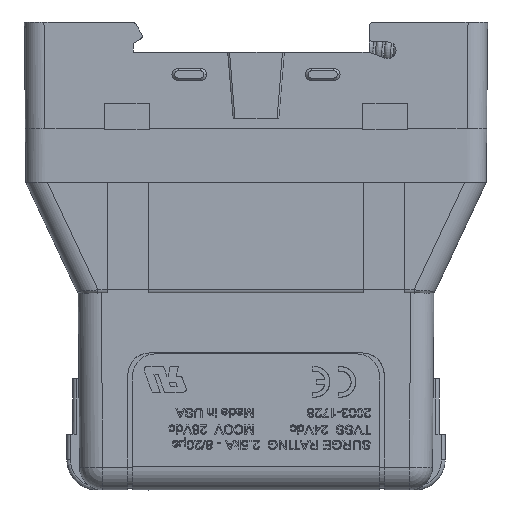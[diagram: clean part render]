
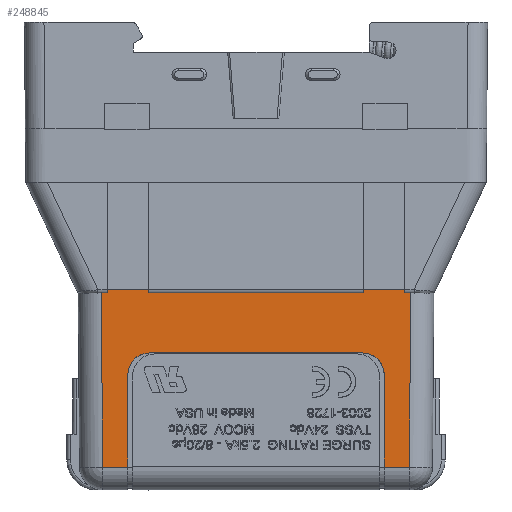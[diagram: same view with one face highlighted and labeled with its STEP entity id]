
A CAD part, front view. The second image highlights one B-rep face of the part: STEP entity #248845.
In plain terms, the highlighted planar face has unit normal (0, -1, -0.009).
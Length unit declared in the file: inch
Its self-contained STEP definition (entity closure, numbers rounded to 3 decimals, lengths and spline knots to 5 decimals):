
#215 = CARTESIAN_POINT ( 'NONE',  ( 0.72, -0.49647, -0.40471 ) ) ;
#6576 = CARTESIAN_POINT ( 'NONE',  ( 0.72, -0.49131, -0.99613 ) ) ;
#6951 = CARTESIAN_POINT ( 'NONE',  ( -0.72, -0.4969, -0.355 ) ) ;
#9363 = DIRECTION ( 'NONE',  ( 1., 0., 0. ) ) ;
#10324 = VERTEX_POINT ( 'NONE', #150974 ) ;
#14803 = EDGE_LOOP ( 'NONE', ( #108872, #203238, #192513, #224591, #248065, #217406, #231281, #182552, #60091, #230947 ) ) ;
#16033 = CARTESIAN_POINT ( 'NONE',  ( -0.6, -0.4969, -0.355 ) ) ;
#24703 = VERTEX_POINT ( 'NONE', #59511 ) ;
#25258 = AXIS2_PLACEMENT_3D ( 'NONE', #111189, #89767, #208183 ) ;
#27504 = DIRECTION ( 'NONE',  ( 1., 0., 0. ) ) ;
#30208 = CARTESIAN_POINT ( 'NONE',  ( 0.87001, -0.50001, 0.00113 ) ) ;
#32171 = CARTESIAN_POINT ( 'NONE',  ( -0.8602, -0.49019, -1.12387 ) ) ;
#36970 = CARTESIAN_POINT ( 'NONE',  ( -0.6, -0.4969, -0.355 ) ) ;
#43017 = EDGE_CURVE ( 'NONE', #24703, #10324, #249374, .T. ) ;
#43627 = VECTOR ( 'NONE', #182501, 39.37008 ) ;
#45401 = LINE ( 'NONE', #242922, #91489 ) ;
#49607 = CARTESIAN_POINT ( 'NONE',  ( -0.72, -0.49585, -0.475 ) ) ;
#52087 = CARTESIAN_POINT ( 'NONE',  ( -0.72, -0.49131, -0.99613 ) ) ;
#52997 = EDGE_CURVE ( 'NONE', #235561, #61873, #57545, .T. ) ;
#53887 = CARTESIAN_POINT ( 'NONE',  ( -0.72, -0.49647, -0.40471 ) ) ;
#57545 = LINE ( 'NONE', #231509, #91277 ) ;
#59475 = CARTESIAN_POINT ( 'NONE',  ( 0.72, -0.49585, -0.475 ) ) ;
#59511 = CARTESIAN_POINT ( 'NONE',  ( 0.72, -0.49131, -0.99613 ) ) ;
#60091 = ORIENTED_EDGE ( 'NONE', *, *, #131104, .T. ) ;
#61873 = VERTEX_POINT ( 'NONE', #52087 ) ;
#68778 = VERTEX_POINT ( 'NONE', #241027 ) ;
#72763 = CARTESIAN_POINT ( 'NONE',  ( -0.72, -0.49585, -0.475 ) ) ;
#78033 = VERTEX_POINT ( 'NONE', #221187 ) ;
#78371 = CARTESIAN_POINT ( 'NONE',  ( -0.86131, -0.49131, -0.99613 ) ) ;
#78875 = EDGE_CURVE ( 'NONE', #207507, #137201, #240141, .T. ) ;
#80779 = LINE ( 'NONE', #173256, #96050 ) ;
#89767 = DIRECTION ( 'NONE',  ( 0., -1., -0.009 ) ) ;
#91277 = VECTOR ( 'NONE', #131084, 39.37008 ) ;
#91489 = VECTOR ( 'NONE', #125236, 39.37008 ) ;
#92580 = VECTOR ( 'NONE', #226161, 39.37008 ) ;
#96050 = VECTOR ( 'NONE', #249768, 39.37008 ) ;
#105041 = LINE ( 'NONE', #6951, #243615 ) ;
#105390 =( BOUNDED_CURVE ( )  B_SPLINE_CURVE ( 3, ( #72763, #53887, #191124, #16033 ),
 .UNSPECIFIED., .F., .F. ) 
 B_SPLINE_CURVE_WITH_KNOTS ( ( 4, 4 ),
 ( 4.71239, 6.28319 ),
 .UNSPECIFIED. ) 
 CURVE ( )  GEOMETRIC_REPRESENTATION_ITEM ( )  RATIONAL_B_SPLINE_CURVE ( ( 1., 0.805, 0.805, 1. ) ) 
 REPRESENTATION_ITEM ( '' )  );
#105826 = EDGE_CURVE ( 'NONE', #68778, #10324, #204204, .T. ) ;
#106832 = VECTOR ( 'NONE', #9363, 39.37008 ) ;
#108872 = ORIENTED_EDGE ( 'NONE', *, *, #148412, .T. ) ;
#111189 = CARTESIAN_POINT ( 'NONE',  ( 1., -0.5, 0. ) ) ;
#118646 = CARTESIAN_POINT ( 'NONE',  ( 0.67029, -0.4969, -0.355 ) ) ;
#125236 = DIRECTION ( 'NONE',  ( 0., -0.009, 1. ) ) ;
#131084 = DIRECTION ( 'NONE',  ( 1., 0., 0. ) ) ;
#131104 = EDGE_CURVE ( 'NONE', #78033, #235561, #150875, .T. ) ;
#137201 = VERTEX_POINT ( 'NONE', #226056 ) ;
#146726 = LINE ( 'NONE', #227350, #106832 ) ;
#148412 = EDGE_CURVE ( 'NONE', #61873, #217354, #45401, .T. ) ;
#150875 = LINE ( 'NONE', #32171, #92580 ) ;
#150974 = CARTESIAN_POINT ( 'NONE',  ( 0.72, -0.49585, -0.475 ) ) ;
#167034 = CARTESIAN_POINT ( 'NONE',  ( 0.86131, -0.49131, -0.99613 ) ) ;
#168347 = EDGE_CURVE ( 'NONE', #24703, #207507, #146726, .T. ) ;
#173256 = CARTESIAN_POINT ( 'NONE',  ( 1., -0.5, 0. ) ) ;
#182501 = DIRECTION ( 'NONE',  ( 0., -0.009, 1. ) ) ;
#182552 = ORIENTED_EDGE ( 'NONE', *, *, #187835, .T. ) ;
#187835 = EDGE_CURVE ( 'Edge1', #137201, #78033, #80779, .T. ) ;
#187903 = VECTOR ( 'NONE', #246561, 39.37008 ) ;
#190565 = EDGE_CURVE ( 'NONE', #217354, #230240, #105390, .T. ) ;
#190953 = EDGE_CURVE ( 'NONE', #230240, #68778, #105041, .T. ) ;
#191124 = CARTESIAN_POINT ( 'NONE',  ( -0.67029, -0.4969, -0.355 ) ) ;
#192513 = ORIENTED_EDGE ( 'NONE', *, *, #190953, .T. ) ;
#203238 = ORIENTED_EDGE ( 'NONE', *, *, #190565, .T. ) ;
#204204 =( BOUNDED_CURVE ( )  B_SPLINE_CURVE ( 3, ( #254436, #118646, #215, #59475 ),
 .UNSPECIFIED., .F., .F. ) 
 B_SPLINE_CURVE_WITH_KNOTS ( ( 4, 4 ),
 ( 3.14159, 4.71239 ),
 .UNSPECIFIED. ) 
 CURVE ( )  GEOMETRIC_REPRESENTATION_ITEM ( )  RATIONAL_B_SPLINE_CURVE ( ( 1., 0.805, 0.805, 1. ) ) 
 REPRESENTATION_ITEM ( '' )  );
#207507 = VERTEX_POINT ( 'NONE', #167034 ) ;
#208183 = DIRECTION ( 'NONE',  ( 0., 0.009, -1. ) ) ;
#217354 = VERTEX_POINT ( 'NONE', #49607 ) ;
#217406 = ORIENTED_EDGE ( 'NONE', *, *, #168347, .T. ) ;
#221187 = CARTESIAN_POINT ( 'NONE',  ( -0.87, -0.5, 0. ) ) ;
#222552 = FACE_OUTER_BOUND ( 'NONE', #14803, .T. ) ;
#224591 = ORIENTED_EDGE ( 'NONE', *, *, #105826, .T. ) ;
#226056 = CARTESIAN_POINT ( 'NONE',  ( 0.87, -0.5, 0. ) ) ;
#226161 = DIRECTION ( 'NONE',  ( 0.009, 0.009, -1. ) ) ;
#227350 = CARTESIAN_POINT ( 'NONE',  ( 1., -0.49131, -0.99613 ) ) ;
#229635 = PLANE ( 'NONE',  #25258 ) ;
#230240 = VERTEX_POINT ( 'NONE', #36970 ) ;
#230947 = ORIENTED_EDGE ( 'NONE', *, *, #52997, .T. ) ;
#231281 = ORIENTED_EDGE ( 'NONE', *, *, #78875, .T. ) ;
#231509 = CARTESIAN_POINT ( 'NONE',  ( 1., -0.49131, -0.99613 ) ) ;
#235561 = VERTEX_POINT ( 'NONE', #78371 ) ;
#240141 = LINE ( 'NONE', #30208, #187903 ) ;
#241027 = CARTESIAN_POINT ( 'NONE',  ( 0.6, -0.4969, -0.355 ) ) ;
#242922 = CARTESIAN_POINT ( 'NONE',  ( -0.72, -0.49131, -0.99613 ) ) ;
#243615 = VECTOR ( 'NONE', #27504, 39.37008 ) ;
#246561 = DIRECTION ( 'NONE',  ( 0.009, -0.009, 1. ) ) ;
#248065 = ORIENTED_EDGE ( 'NONE', *, *, #43017, .F. ) ;
#248845 = ADVANCED_FACE ( 'Face9', ( #222552 ), #229635, .T. ) ;
#249374 = LINE ( 'NONE', #6576, #43627 ) ;
#249768 = DIRECTION ( 'NONE',  ( -1., 0., 0. ) ) ;
#254436 = CARTESIAN_POINT ( 'NONE',  ( 0.6, -0.4969, -0.355 ) ) ;
